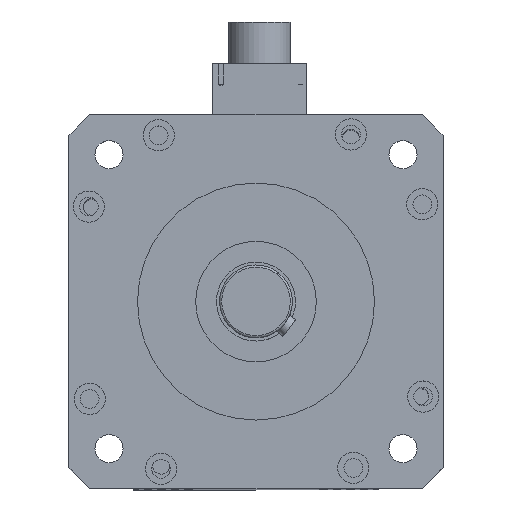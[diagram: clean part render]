
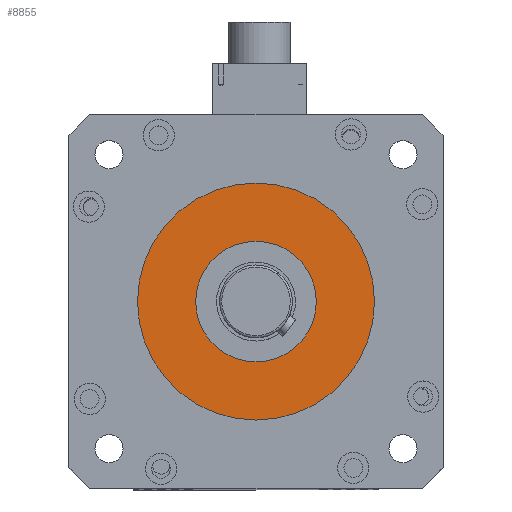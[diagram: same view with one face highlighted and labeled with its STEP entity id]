
A CAD part, top view. The second image highlights one B-rep face of the part: STEP entity #8855.
In plain terms, the highlighted planar face has unit normal (0, 0, 1).
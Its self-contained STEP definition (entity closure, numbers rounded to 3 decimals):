
#198 = VERTEX_POINT ( 'NONE', #7384 ) ;
#487 = DIRECTION ( 'NONE',  ( 1., 0., 0. ) ) ;
#490 = DIRECTION ( 'NONE',  ( 1., 0., 0. ) ) ;
#1518 = EDGE_CURVE ( 'NONE', #18103, #4407, #13209, .T. ) ;
#1840 = AXIS2_PLACEMENT_3D ( 'NONE', #5392, #13204, #487 ) ;
#2100 = CARTESIAN_POINT ( 'NONE',  ( 147., 90., 3.2 ) ) ;
#2424 = CARTESIAN_POINT ( 'NONE',  ( 90., 90., 3.2 ) ) ;
#2451 = ORIENTED_EDGE ( 'NONE', *, *, #20796, .F. ) ;
#2941 = AXIS2_PLACEMENT_3D ( 'NONE', #17910, #10132, #490 ) ;
#3308 = CIRCLE ( 'NONE', #13648, 29. ) ;
#3614 = FACE_OUTER_BOUND ( 'NONE', #4538, .T. ) ;
#3766 = PLANE ( 'NONE',  #1840 ) ;
#3930 = CIRCLE ( 'NONE', #2941, 57. ) ;
#4407 = VERTEX_POINT ( 'NONE', #17716 ) ;
#4538 = EDGE_LOOP ( 'NONE', ( #11111, #20597 ) ) ;
#4661 = CIRCLE ( 'NONE', #14424, 29. ) ;
#5392 = CARTESIAN_POINT ( 'NONE',  ( 90., 90., 3.2 ) ) ;
#7384 = CARTESIAN_POINT ( 'NONE',  ( 119., 90., 3.2 ) ) ;
#7800 = DIRECTION ( 'NONE',  ( 1., 0., 0. ) ) ;
#8855 = ADVANCED_FACE ( 'NONE', ( #20710, #3614 ), #3766, .T. ) ;
#10132 = DIRECTION ( 'NONE',  ( 0., 0., 1. ) ) ;
#10698 = EDGE_CURVE ( 'NONE', #4407, #18103, #3930, .T. ) ;
#11040 = EDGE_CURVE ( 'NONE', #11336, #198, #4661, .T. ) ;
#11111 = ORIENTED_EDGE ( 'NONE', *, *, #10698, .T. ) ;
#11336 = VERTEX_POINT ( 'NONE', #17234 ) ;
#11673 = DIRECTION ( 'NONE',  ( 0., 0., 1. ) ) ;
#11958 = AXIS2_PLACEMENT_3D ( 'NONE', #2424, #20065, #15295 ) ;
#12451 = CARTESIAN_POINT ( 'NONE',  ( 90., 90., 3.2 ) ) ;
#12576 = DIRECTION ( 'NONE',  ( 0., 0., 1. ) ) ;
#13204 = DIRECTION ( 'NONE',  ( 0., 0., 1. ) ) ;
#13209 = CIRCLE ( 'NONE', #11958, 57. ) ;
#13648 = AXIS2_PLACEMENT_3D ( 'NONE', #12451, #12576, #7800 ) ;
#14424 = AXIS2_PLACEMENT_3D ( 'NONE', #17935, #11673, #16241 ) ;
#14584 = EDGE_LOOP ( 'NONE', ( #2451, #14775 ) ) ;
#14775 = ORIENTED_EDGE ( 'NONE', *, *, #11040, .F. ) ;
#15295 = DIRECTION ( 'NONE',  ( 1., 0., 0. ) ) ;
#16241 = DIRECTION ( 'NONE',  ( 1., 0., 0. ) ) ;
#17234 = CARTESIAN_POINT ( 'NONE',  ( 61., 90., 3.2 ) ) ;
#17716 = CARTESIAN_POINT ( 'NONE',  ( 33., 90., 3.2 ) ) ;
#17910 = CARTESIAN_POINT ( 'NONE',  ( 90., 90., 3.2 ) ) ;
#17935 = CARTESIAN_POINT ( 'NONE',  ( 90., 90., 3.2 ) ) ;
#18103 = VERTEX_POINT ( 'NONE', #2100 ) ;
#20065 = DIRECTION ( 'NONE',  ( 0., 0., 1. ) ) ;
#20597 = ORIENTED_EDGE ( 'NONE', *, *, #1518, .T. ) ;
#20710 = FACE_BOUND ( 'NONE', #14584, .T. ) ;
#20796 = EDGE_CURVE ( 'NONE', #198, #11336, #3308, .T. ) ;
